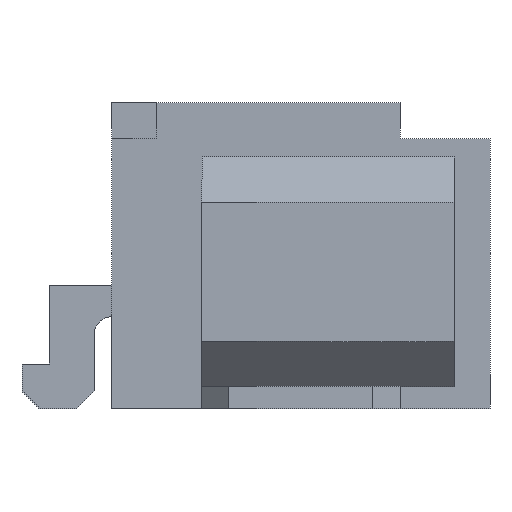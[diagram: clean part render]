
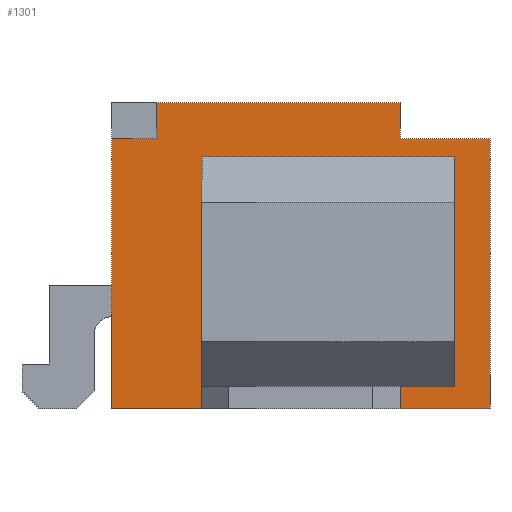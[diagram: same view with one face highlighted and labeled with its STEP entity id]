
A CAD part, left-side view. The second image highlights one B-rep face of the part: STEP entity #1301.
In plain terms, the highlighted planar face has unit normal (-1, 0, 0).
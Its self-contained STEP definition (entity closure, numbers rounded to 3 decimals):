
#13=DIRECTION('',(0.,0.,1.));
#28=VECTOR('',#13,1.);
#34=CARTESIAN_POINT('',(-2.75,-2.6,3.));
#36=DIRECTION('',(1.,0.,0.));
#47=CARTESIAN_POINT('',(-2.75,-2.6,0.));
#71=DIRECTION('',(0.,1.,0.));
#127=VECTOR('',#71,1.);
#158=VECTOR('',#159,1.);
#159=DIRECTION('',(0.,-1.,0.));
#198=DIRECTION('',(-0.,-0.,-1.));
#255=VECTOR('',#198,1.);
#273=VECTOR('',#274,1.);
#274=DIRECTION('',(0.,0.,-1.));
#333=CARTESIAN_POINT('',(-2.75,-1.6,3.));
#450=VERTEX_POINT('',#47);
#452=EDGE_CURVE('',#450,#453,#454,.T.);
#453=VERTEX_POINT('',#34);
#454=LINE('',#47,#28);
#601=VERTEX_POINT('',#602);
#602=CARTESIAN_POINT('',(-2.75,1.6,3.));
#605=EDGE_CURVE('',#606,#601,#608,.T.);
#606=VERTEX_POINT('',#607);
#607=CARTESIAN_POINT('',(-2.75,1.6,0.));
#608=LINE('',#607,#28);
#821=VERTEX_POINT('',#822);
#822=CARTESIAN_POINT('',(-2.75,1.1,3.4));
#824=ORIENTED_EDGE('',*,*,#825,.T.);
#825=EDGE_CURVE('',#821,#826,#828,.T.);
#826=VERTEX_POINT('',#827);
#827=CARTESIAN_POINT('',(-2.75,-1.6,3.4));
#828=LINE('',#829,#158);
#829=CARTESIAN_POINT('',(-2.75,1.6,3.4));
#1271=EDGE_CURVE('',#606,#450,#1272,.T.);
#1272=LINE('',#607,#158);
#1295=EDGE_CURVE('',#453,#1296,#1297,.T.);
#1296=VERTEX_POINT('',#333);
#1297=LINE('',#34,#127);
#1301=ADVANCED_FACE('',(#1302,#1319),#1371,.F.);
#1302=FACE_BOUND('',#1303,.F.);
#1303=EDGE_LOOP('',(#1304,#1305,#1306,#1311,#824,#1314,#1317,#1318));
#1304=ORIENTED_EDGE('',*,*,#1271,.F.);
#1305=ORIENTED_EDGE('',*,*,#605,.T.);
#1306=ORIENTED_EDGE('',*,*,#1307,.T.);
#1307=EDGE_CURVE('',#601,#1308,#1310,.T.);
#1308=VERTEX_POINT('',#1309);
#1309=CARTESIAN_POINT('',(-2.75,1.1,3.));
#1310=LINE('',#602,#158);
#1311=ORIENTED_EDGE('',*,*,#1312,.F.);
#1312=EDGE_CURVE('',#821,#1308,#1313,.T.);
#1313=LINE('',#822,#255);
#1314=ORIENTED_EDGE('',*,*,#1315,.T.);
#1315=EDGE_CURVE('',#826,#1296,#1316,.T.);
#1316=LINE('',#827,#273);
#1317=ORIENTED_EDGE('',*,*,#1295,.F.);
#1318=ORIENTED_EDGE('',*,*,#452,.F.);
#1319=FACE_BOUND('',#1320,.F.);
#1320=EDGE_LOOP('',(#1321,#1328,#1333,#1338,#1343,#1348,#1353,#1358,#1362,#1368));
#1321=ORIENTED_EDGE('',*,*,#1322,.F.);
#1322=EDGE_CURVE('',#1323,#1325,#1327,.T.);
#1323=VERTEX_POINT('',#1324);
#1324=CARTESIAN_POINT('',(-2.75,0.6,2.8));
#1325=VERTEX_POINT('',#1326);
#1326=CARTESIAN_POINT('',(-2.75,-2.2,2.8));
#1327=LINE('',#1324,#158);
#1328=ORIENTED_EDGE('',*,*,#1329,.T.);
#1329=EDGE_CURVE('',#1323,#1330,#1332,.T.);
#1330=VERTEX_POINT('',#1331);
#1331=CARTESIAN_POINT('',(-2.75,0.6,1.6));
#1332=LINE('',#1324,#273);
#1333=ORIENTED_EDGE('',*,*,#1334,.T.);
#1334=EDGE_CURVE('',#1330,#1335,#1337,.T.);
#1335=VERTEX_POINT('',#1336);
#1336=CARTESIAN_POINT('',(-2.75,-1.6,1.6));
#1337=LINE('',#1331,#158);
#1338=ORIENTED_EDGE('',*,*,#1339,.T.);
#1339=EDGE_CURVE('',#1335,#1340,#1342,.T.);
#1340=VERTEX_POINT('',#1341);
#1341=CARTESIAN_POINT('',(-2.75,-1.6,1.25));
#1342=LINE('',#1336,#273);
#1343=ORIENTED_EDGE('',*,*,#1344,.F.);
#1344=EDGE_CURVE('',#1345,#1340,#1347,.T.);
#1345=VERTEX_POINT('',#1346);
#1346=CARTESIAN_POINT('',(-2.75,0.6,1.25));
#1347=LINE('',#1346,#158);
#1348=ORIENTED_EDGE('',*,*,#1349,.T.);
#1349=EDGE_CURVE('',#1345,#1350,#1352,.T.);
#1350=VERTEX_POINT('',#1351);
#1351=CARTESIAN_POINT('',(-2.75,0.6,0.35));
#1352=LINE('',#1346,#273);
#1353=ORIENTED_EDGE('',*,*,#1354,.T.);
#1354=EDGE_CURVE('',#1350,#1355,#1357,.T.);
#1355=VERTEX_POINT('',#1356);
#1356=CARTESIAN_POINT('',(-2.75,-1.6,0.35));
#1357=LINE('',#1351,#158);
#1358=ORIENTED_EDGE('',*,*,#1359,.T.);
#1359=EDGE_CURVE('',#1355,#1360,#1342,.T.);
#1360=VERTEX_POINT('',#1361);
#1361=CARTESIAN_POINT('',(-2.75,-1.6,0.25));
#1362=ORIENTED_EDGE('',*,*,#1363,.T.);
#1363=EDGE_CURVE('',#1360,#1364,#1366,.T.);
#1364=VERTEX_POINT('',#1365);
#1365=CARTESIAN_POINT('',(-2.75,-2.2,0.25));
#1366=LINE('',#1367,#158);
#1367=CARTESIAN_POINT('',(-2.75,0.6,0.25));
#1368=ORIENTED_EDGE('',*,*,#1369,.F.);
#1369=EDGE_CURVE('',#1325,#1364,#1370,.T.);
#1370=LINE('',#1326,#273);
#1371=PLANE('',#1372);
#1372=AXIS2_PLACEMENT_3D('',#607,#36,#159);
